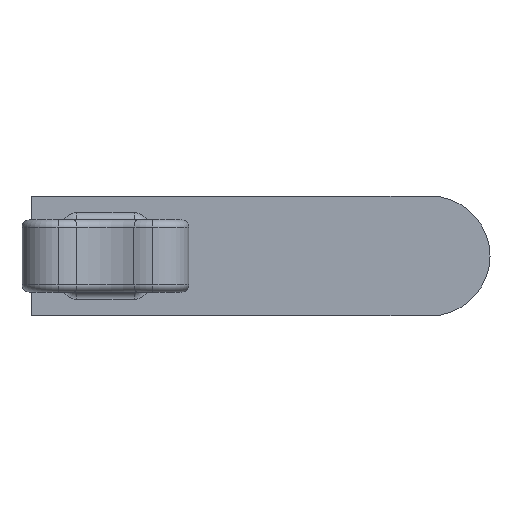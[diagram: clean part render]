
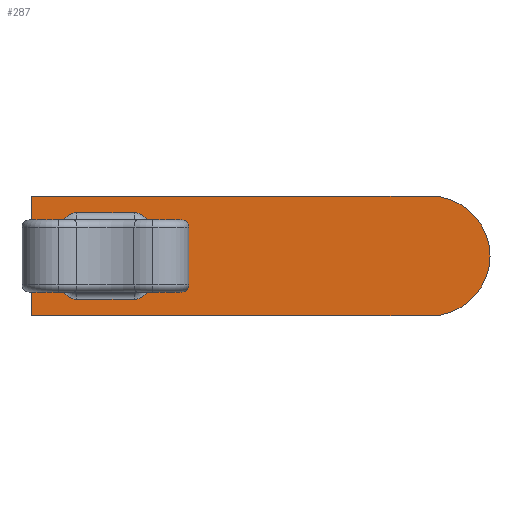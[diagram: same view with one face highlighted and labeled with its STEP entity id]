
A CAD part, front view. The second image highlights one B-rep face of the part: STEP entity #287.
In plain terms, the highlighted planar face has unit normal (0, -1, 0).
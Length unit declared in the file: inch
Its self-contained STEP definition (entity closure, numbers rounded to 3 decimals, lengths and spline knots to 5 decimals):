
#43 = AXIS2_PLACEMENT_3D ( 'NONE', #360, #1471, #1329 ) ;
#49 = CARTESIAN_POINT ( 'NONE',  ( 0., 0., 0.08315 ) ) ;
#51 = CARTESIAN_POINT ( 'NONE',  ( -0.1, 0., -0.06 ) ) ;
#161 = CARTESIAN_POINT ( 'NONE',  ( 0.01, 0., -0.04 ) ) ;
#202 = DIRECTION ( 'NONE',  ( 0., 0., 1. ) ) ;
#230 = CARTESIAN_POINT ( 'NONE',  ( -0.152, 0., 0.08315 ) ) ;
#234 = VERTEX_POINT ( 'NONE', #379 ) ;
#248 = ORIENTED_EDGE ( 'NONE', *, *, #741, .T. ) ;
#253 = EDGE_CURVE ( 'NONE', #234, #1113, #318, .T. ) ;
#284 = CARTESIAN_POINT ( 'NONE',  ( -0.152, 0., -0.08315 ) ) ;
#287 = ADVANCED_FACE ( 'NONE', ( #876, #334 ), #754, .F. ) ;
#289 = ORIENTED_EDGE ( 'NONE', *, *, #1283, .T. ) ;
#291 = CARTESIAN_POINT ( 'NONE',  ( -0.11, 0., -0.04 ) ) ;
#305 = DIRECTION ( 'NONE',  ( -1., 0., 0. ) ) ;
#311 = EDGE_CURVE ( 'NONE', #1297, #740, #1498, .T. ) ;
#318 = CIRCLE ( 'NONE', #746, 0.02 ) ;
#327 = DIRECTION ( 'NONE',  ( 0., 1., 0. ) ) ;
#332 = LINE ( 'NONE', #51, #1412 ) ;
#334 = FACE_BOUND ( 'NONE', #972, .T. ) ;
#360 = CARTESIAN_POINT ( 'NONE',  ( -0.01, 0., -0.04 ) ) ;
#379 = CARTESIAN_POINT ( 'NONE',  ( -0.09, 0., 0.06 ) ) ;
#397 = DIRECTION ( 'NONE',  ( 0., 0., 1. ) ) ;
#400 = EDGE_LOOP ( 'NONE', ( #640, #777, #289, #734 ) ) ;
#452 = AXIS2_PLACEMENT_3D ( 'NONE', #556, #916, #202 ) ;
#460 = VECTOR ( 'NONE', #397, 39.37008 ) ;
#465 = EDGE_CURVE ( 'NONE', #740, #1488, #1368, .T. ) ;
#494 = CARTESIAN_POINT ( 'NONE',  ( -0.09, 0., 0.04 ) ) ;
#505 = DIRECTION ( 'NONE',  ( 0., -1., 0. ) ) ;
#511 = DIRECTION ( 'NONE',  ( -1., 0., 0. ) ) ;
#556 = CARTESIAN_POINT ( 'NONE',  ( -0.01, 0., 0.04 ) ) ;
#565 = EDGE_CURVE ( 'NONE', #981, #759, #747, .T. ) ;
#576 = EDGE_CURVE ( 'NONE', #1184, #759, #1000, .T. ) ;
#584 = ORIENTED_EDGE ( 'NONE', *, *, #565, .T. ) ;
#591 = CIRCLE ( 'NONE', #1030, 0.08315 ) ;
#594 = AXIS2_PLACEMENT_3D ( 'NONE', #1100, #505, #1502 ) ;
#619 = CARTESIAN_POINT ( 'NONE',  ( 0.01, 0., -0.05 ) ) ;
#625 = DIRECTION ( 'NONE',  ( 0., 0., 1. ) ) ;
#640 = ORIENTED_EDGE ( 'NONE', *, *, #311, .F. ) ;
#662 = VERTEX_POINT ( 'NONE', #733 ) ;
#683 = VERTEX_POINT ( 'NONE', #291 ) ;
#722 = VECTOR ( 'NONE', #937, 39.37008 ) ;
#732 = EDGE_CURVE ( 'NONE', #683, #662, #1022, .T. ) ;
#733 = CARTESIAN_POINT ( 'NONE',  ( -0.09, 0., -0.06 ) ) ;
#734 = ORIENTED_EDGE ( 'NONE', *, *, #465, .F. ) ;
#740 = VERTEX_POINT ( 'NONE', #284 ) ;
#741 = EDGE_CURVE ( 'NONE', #683, #1113, #1473, .T. ) ;
#746 = AXIS2_PLACEMENT_3D ( 'NONE', #494, #1347, #625 ) ;
#747 = LINE ( 'NONE', #619, #1191 ) ;
#754 = PLANE ( 'NONE',  #1168 ) ;
#759 = VERTEX_POINT ( 'NONE', #161 ) ;
#766 = CARTESIAN_POINT ( 'NONE',  ( 0.4, 0., -0.08315 ) ) ;
#777 = ORIENTED_EDGE ( 'NONE', *, *, #1028, .F. ) ;
#818 = CARTESIAN_POINT ( 'NONE',  ( -0.152, 0., 0. ) ) ;
#838 = ORIENTED_EDGE ( 'NONE', *, *, #253, .F. ) ;
#842 = CIRCLE ( 'NONE', #452, 0.02 ) ;
#865 = EDGE_CURVE ( 'NONE', #1184, #662, #332, .T. ) ;
#867 = CARTESIAN_POINT ( 'NONE',  ( -0.11, 0., 0.04 ) ) ;
#876 = FACE_OUTER_BOUND ( 'NONE', #400, .T. ) ;
#880 = CARTESIAN_POINT ( 'NONE',  ( 0.4, 0., 0.08315 ) ) ;
#916 = DIRECTION ( 'NONE',  ( 0., -1., 0. ) ) ;
#920 = CARTESIAN_POINT ( 'NONE',  ( 0.4, 0., 0. ) ) ;
#937 = DIRECTION ( 'NONE',  ( 0., 0., 1. ) ) ;
#946 = LINE ( 'NONE', #1247, #1399 ) ;
#952 = DIRECTION ( 'NONE',  ( 0., 0., 1. ) ) ;
#972 = EDGE_LOOP ( 'NONE', ( #1186, #248, #838, #1194, #1044, #584, #1466, #1012 ) ) ;
#974 = DIRECTION ( 'NONE',  ( 0., 0., 1. ) ) ;
#981 = VERTEX_POINT ( 'NONE', #1286 ) ;
#1000 = CIRCLE ( 'NONE', #43, 0.02 ) ;
#1012 = ORIENTED_EDGE ( 'NONE', *, *, #865, .T. ) ;
#1022 = CIRCLE ( 'NONE', #594, 0.02 ) ;
#1028 = EDGE_CURVE ( 'NONE', #1253, #1297, #591, .T. ) ;
#1030 = AXIS2_PLACEMENT_3D ( 'NONE', #920, #327, #952 ) ;
#1044 = ORIENTED_EDGE ( 'NONE', *, *, #1421, .F. ) ;
#1088 = CARTESIAN_POINT ( 'NONE',  ( 0., 0., 0. ) ) ;
#1094 = DIRECTION ( 'NONE',  ( 0., 1., 0. ) ) ;
#1099 = CARTESIAN_POINT ( 'NONE',  ( -0.01, 0., -0.06 ) ) ;
#1100 = CARTESIAN_POINT ( 'NONE',  ( -0.09, 0., -0.04 ) ) ;
#1113 = VERTEX_POINT ( 'NONE', #867 ) ;
#1138 = VECTOR ( 'NONE', #1492, 39.37008 ) ;
#1168 = AXIS2_PLACEMENT_3D ( 'NONE', #1088, #1094, #974 ) ;
#1184 = VERTEX_POINT ( 'NONE', #1099 ) ;
#1186 = ORIENTED_EDGE ( 'NONE', *, *, #732, .F. ) ;
#1191 = VECTOR ( 'NONE', #1216, 39.37008 ) ;
#1194 = ORIENTED_EDGE ( 'NONE', *, *, #1349, .T. ) ;
#1216 = DIRECTION ( 'NONE',  ( 0., 0., -1. ) ) ;
#1226 = CARTESIAN_POINT ( 'NONE',  ( -0.11, 0., 0.05 ) ) ;
#1235 = CARTESIAN_POINT ( 'NONE',  ( 0., 0., -0.08315 ) ) ;
#1247 = CARTESIAN_POINT ( 'NONE',  ( 0., 0., 0.06 ) ) ;
#1253 = VERTEX_POINT ( 'NONE', #880 ) ;
#1279 = DIRECTION ( 'NONE',  ( 1., 0., 0. ) ) ;
#1283 = EDGE_CURVE ( 'NONE', #1253, #1488, #1478, .T. ) ;
#1286 = CARTESIAN_POINT ( 'NONE',  ( 0.01, 0., 0.04 ) ) ;
#1297 = VERTEX_POINT ( 'NONE', #766 ) ;
#1329 = DIRECTION ( 'NONE',  ( 0., 0., 1. ) ) ;
#1331 = VECTOR ( 'NONE', #511, 39.37008 ) ;
#1347 = DIRECTION ( 'NONE',  ( 0., -1., 0. ) ) ;
#1349 = EDGE_CURVE ( 'NONE', #234, #1389, #946, .T. ) ;
#1368 = LINE ( 'NONE', #818, #722 ) ;
#1389 = VERTEX_POINT ( 'NONE', #1517 ) ;
#1399 = VECTOR ( 'NONE', #1279, 39.37008 ) ;
#1412 = VECTOR ( 'NONE', #305, 39.37008 ) ;
#1421 = EDGE_CURVE ( 'NONE', #981, #1389, #842, .T. ) ;
#1466 = ORIENTED_EDGE ( 'NONE', *, *, #576, .F. ) ;
#1471 = DIRECTION ( 'NONE',  ( 0., -1., 0. ) ) ;
#1473 = LINE ( 'NONE', #1226, #460 ) ;
#1478 = LINE ( 'NONE', #49, #1138 ) ;
#1488 = VERTEX_POINT ( 'NONE', #230 ) ;
#1492 = DIRECTION ( 'NONE',  ( -1., 0., 0. ) ) ;
#1498 = LINE ( 'NONE', #1235, #1331 ) ;
#1502 = DIRECTION ( 'NONE',  ( 0., 0., 1. ) ) ;
#1517 = CARTESIAN_POINT ( 'NONE',  ( -0.01, 0., 0.06 ) ) ;
